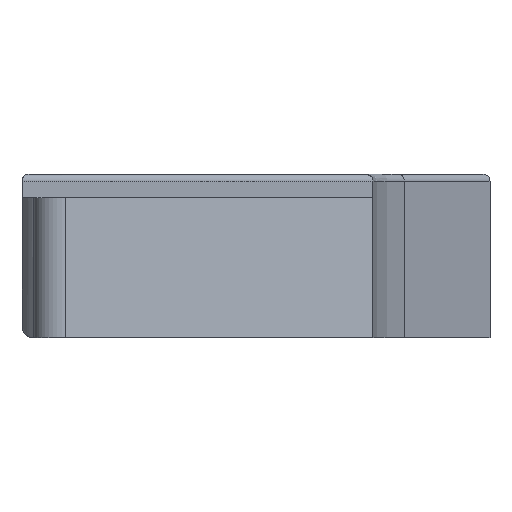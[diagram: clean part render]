
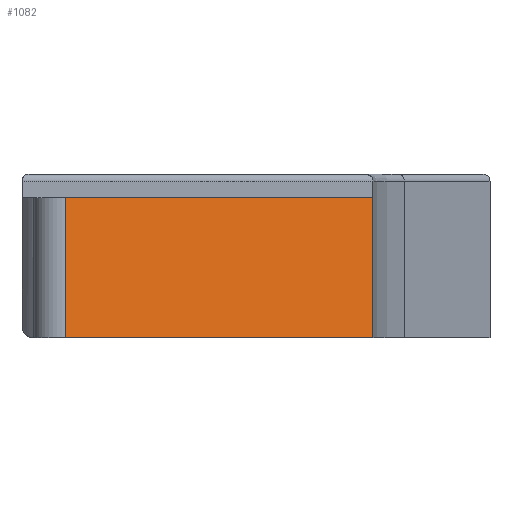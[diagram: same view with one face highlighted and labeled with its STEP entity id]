
A CAD part, front view. The second image highlights one B-rep face of the part: STEP entity #1082.
In plain terms, the highlighted planar face has unit normal (0.259, -0.966, 0).
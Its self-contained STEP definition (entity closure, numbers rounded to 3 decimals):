
#1043=CARTESIAN_POINT('Axis2P3D Location',(15.,-57.447,0.)) ;
#1048=CARTESIAN_POINT('Line Origine',(1.878,-60.963,5.4)) ;
#1052=CARTESIAN_POINT('Vertex',(1.878,-60.963,2.4)) ;
#1054=CARTESIAN_POINT('Vertex',(1.878,-60.963,8.4)) ;
#1057=CARTESIAN_POINT('Line Origine',(8.439,-59.205,2.4)) ;
#1061=CARTESIAN_POINT('Vertex',(15.,-57.447,2.4)) ;
#1064=CARTESIAN_POINT('Line Origine',(15.,-57.447,5.4)) ;
#1068=CARTESIAN_POINT('Vertex',(15.,-57.447,8.4)) ;
#1071=CARTESIAN_POINT('Line Origine',(8.439,-59.205,8.4)) ;
#1044=DIRECTION('Axis2P3D Direction',(-0.259,0.966,0.)) ;
#1045=DIRECTION('Axis2P3D XDirection',(-0.966,-0.259,0.)) ;
#1049=DIRECTION('Vector Direction',(0.,0.,1.)) ;
#1058=DIRECTION('Vector Direction',(-0.966,-0.259,0.)) ;
#1065=DIRECTION('Vector Direction',(0.,0.,1.)) ;
#1072=DIRECTION('Vector Direction',(-0.966,-0.259,0.)) ;
#1046=AXIS2_PLACEMENT_3D('Plane Axis2P3D',#1043,#1044,#1045) ;
#1077=ORIENTED_EDGE('',*,*,#1056,.F.) ;
#1078=ORIENTED_EDGE('',*,*,#1063,.T.) ;
#1079=ORIENTED_EDGE('',*,*,#1070,.T.) ;
#1080=ORIENTED_EDGE('',*,*,#1075,.T.) ;
#1050=VECTOR('Line Direction',#1049,1.) ;
#1059=VECTOR('Line Direction',#1058,1.) ;
#1066=VECTOR('Line Direction',#1065,1.) ;
#1073=VECTOR('Line Direction',#1072,1.) ;
#1082=ADVANCED_FACE('Hauptk\X2\00F6\X0\rper',(#1081),#1047,.F.) ;
#1056=EDGE_CURVE('',#1053,#1055,#1051,.T.) ;
#1063=EDGE_CURVE('',#1053,#1062,#1060,.F.) ;
#1070=EDGE_CURVE('',#1062,#1069,#1067,.T.) ;
#1075=EDGE_CURVE('',#1069,#1055,#1074,.T.) ;
#1076=EDGE_LOOP('',(#1077,#1078,#1079,#1080)) ;
#1081=FACE_OUTER_BOUND('',#1076,.T.) ;
#1051=LINE('Line',#1048,#1050) ;
#1060=LINE('Line',#1057,#1059) ;
#1067=LINE('Line',#1064,#1066) ;
#1074=LINE('Line',#1071,#1073) ;
#1047=PLANE('Plane',#1046) ;
#1053=VERTEX_POINT('',#1052) ;
#1055=VERTEX_POINT('',#1054) ;
#1062=VERTEX_POINT('',#1061) ;
#1069=VERTEX_POINT('',#1068) ;
